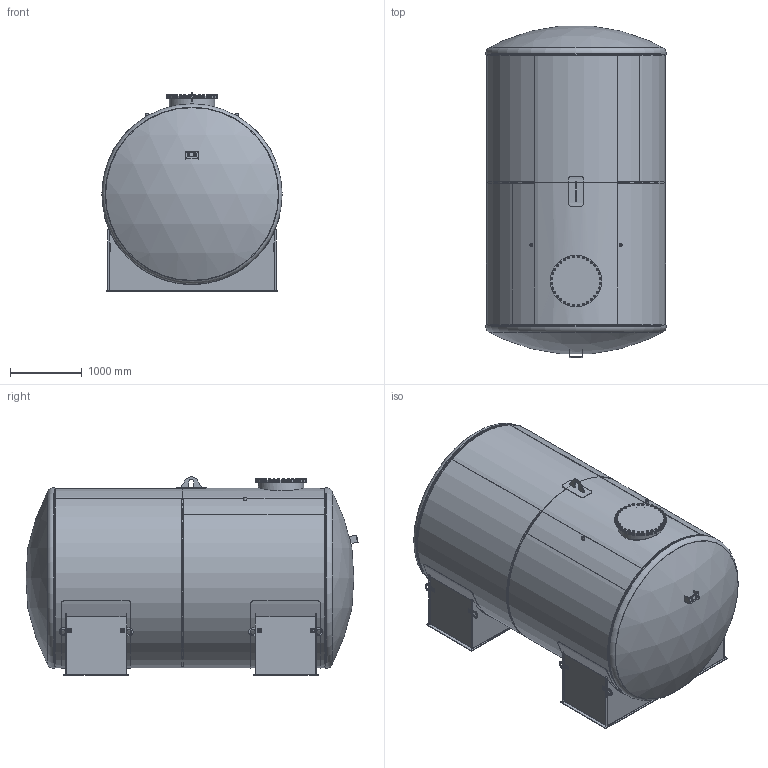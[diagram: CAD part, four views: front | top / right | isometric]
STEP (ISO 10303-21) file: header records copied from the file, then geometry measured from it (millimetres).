
FILE_DESCRIPTION(/* description */ (''),/* implementation_level */ '2;1');
FILE_NAME(/* name */ 'dh3c_cad-101231_202208.stp',/* time_stamp */ '2022-09-05T16:02:14+02:00',/* author */ ('mh'),/* organization */ (''),/* preprocessor_version */ 'ST-DEVELOPER v18.1',/* originating_system */ 'Autodesk Inventor 2022',/* authorisation */ '');
FILE_SCHEMA (('AUTOMOTIVE_DESIGN { 1 0 10303 214 3 1 1 }'));
Length unit declared in the file: millimetre
Products named in the file (1): Bauteil12
Bounding box: 2510 x 4621.5 x 2764 mm (x, y, z)
Surface area: 190716627.7 mm2 (no closed solid volume)
Topology: 0 solids, 141 shells, 2490 faces, 5724 edges, 3694 vertices
Faces by surface type: plane 1419, cylinder 466, cone 352, bspline 237, sphere 8, torus 8
Full cylindrical faces by diameter (mm): 4 x4, 13.835 x32, 16 x32, 17 x32, 18 x64, 22.49 x32, 30 x32, 30.291 x2, 39.5 x2, 580 x1, 600 x2, 630 x1, 660 x1, 720 x2, 2486 x4, 2500 x6, 2510 x2
Entity records: 74215 total; most frequent: CARTESIAN_POINT 17410, ORIENTED_EDGE 11512, DIRECTION 10350, EDGE_CURVE 5756, VERTEX_POINT 3694, AXIS2_PLACEMENT_3D 3604, LINE 3142, VECTOR 3142
